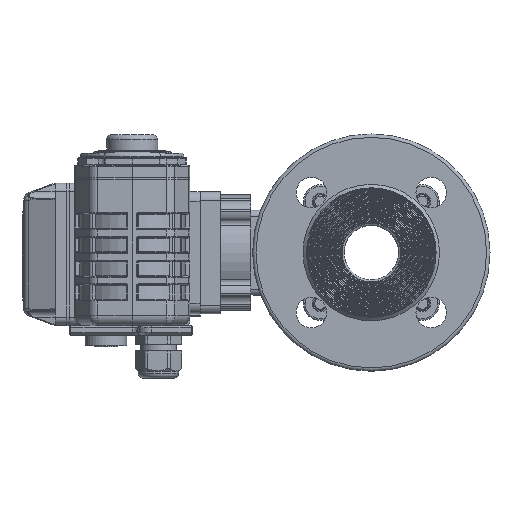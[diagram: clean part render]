
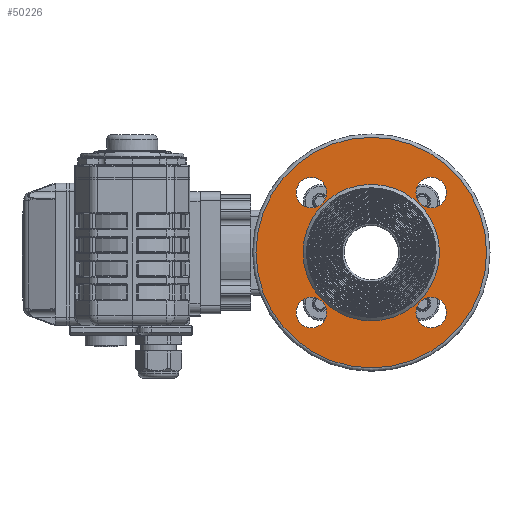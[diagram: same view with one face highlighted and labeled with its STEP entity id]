
A CAD part, left-side view. The second image highlights one B-rep face of the part: STEP entity #50226.
In plain terms, the highlighted planar face has unit normal (-1, 0, 0).
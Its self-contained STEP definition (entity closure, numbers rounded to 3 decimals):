
#9655=PLANE('',#54132);
#14505=ORIENTED_EDGE('',*,*,#28259,.T.);
#14506=ORIENTED_EDGE('',*,*,#28260,.F.);
#14507=ORIENTED_EDGE('',*,*,#28261,.F.);
#14508=ORIENTED_EDGE('',*,*,#28262,.F.);
#14509=ORIENTED_EDGE('',*,*,#28263,.F.);
#14510=ORIENTED_EDGE('',*,*,#28264,.F.);
#28259=EDGE_CURVE('',#35220,#35220,#39469,.T.);
#28260=EDGE_CURVE('',#35221,#35221,#39470,.T.);
#28261=EDGE_CURVE('',#35222,#35222,#39471,.T.);
#28262=EDGE_CURVE('',#35223,#35223,#39472,.T.);
#28263=EDGE_CURVE('',#35224,#35224,#39473,.T.);
#28264=EDGE_CURVE('',#35225,#35225,#39474,.T.);
#35220=VERTEX_POINT('',#108117);
#35221=VERTEX_POINT('',#108119);
#35222=VERTEX_POINT('',#108121);
#35223=VERTEX_POINT('',#108123);
#35224=VERTEX_POINT('',#108125);
#35225=VERTEX_POINT('',#108127);
#39469=CIRCLE('',#54133,68.);
#39470=CIRCLE('',#54134,40.25);
#39471=CIRCLE('',#54135,9.);
#39472=CIRCLE('',#54136,9.);
#39473=CIRCLE('',#54137,9.);
#39474=CIRCLE('',#54138,9.);
#42453=EDGE_LOOP('',(#14505));
#42454=EDGE_LOOP('',(#14506));
#42455=EDGE_LOOP('',(#14507));
#42456=EDGE_LOOP('',(#14508));
#42457=EDGE_LOOP('',(#14509));
#42458=EDGE_LOOP('',(#14510));
#46308=FACE_BOUND('',#42453,.T.);
#46309=FACE_BOUND('',#42454,.T.);
#46310=FACE_BOUND('',#42455,.T.);
#46311=FACE_BOUND('',#42456,.T.);
#46312=FACE_BOUND('',#42457,.T.);
#46313=FACE_BOUND('',#42458,.T.);
#50226=ADVANCED_FACE('',(#46308,#46309,#46310,#46311,#46312,#46313),#9655,
 .F.);
#54132=AXIS2_PLACEMENT_3D('',#108115,#61270,#61271);
#54133=AXIS2_PLACEMENT_3D('',#108116,#61272,#61273);
#54134=AXIS2_PLACEMENT_3D('',#108118,#61274,#61275);
#54135=AXIS2_PLACEMENT_3D('',#108120,#61276,#61277);
#54136=AXIS2_PLACEMENT_3D('',#108122,#61278,#61279);
#54137=AXIS2_PLACEMENT_3D('',#108124,#61280,#61281);
#54138=AXIS2_PLACEMENT_3D('',#108126,#61282,#61283);
#61270=DIRECTION('',(1.,0.,0.));
#61271=DIRECTION('',(0.,0.,-1.));
#61272=DIRECTION('',(-1.,0.,0.));
#61273=DIRECTION('',(0.,0.,1.));
#61274=DIRECTION('',(-1.,0.,0.));
#61275=DIRECTION('',(0.,0.,1.));
#61276=DIRECTION('',(-1.,0.,0.));
#61277=DIRECTION('',(0.,0.,1.));
#61278=DIRECTION('',(-1.,0.,0.));
#61279=DIRECTION('',(0.,0.,1.));
#61280=DIRECTION('',(-1.,0.,0.));
#61281=DIRECTION('',(0.,0.,1.));
#61282=DIRECTION('',(-1.,0.,0.));
#61283=DIRECTION('',(0.,0.,1.));
#108115=CARTESIAN_POINT('',(2.8,40.25,0.));
#108116=CARTESIAN_POINT('',(2.8,0.,0.));
#108117=CARTESIAN_POINT('',(2.8,0.,68.));
#108118=CARTESIAN_POINT('',(2.8,0.,0.));
#108119=CARTESIAN_POINT('',(2.8,0.,40.25));
#108120=CARTESIAN_POINT('',(2.8,35.355,35.355));
#108121=CARTESIAN_POINT('',(2.8,35.355,44.355));
#108122=CARTESIAN_POINT('',(2.8,-35.355,35.355));
#108123=CARTESIAN_POINT('',(2.8,-35.355,44.355));
#108124=CARTESIAN_POINT('',(2.8,-35.355,-35.355));
#108125=CARTESIAN_POINT('',(2.8,-35.355,-26.355));
#108126=CARTESIAN_POINT('',(2.8,35.355,-35.355));
#108127=CARTESIAN_POINT('',(2.8,35.355,-26.355));
